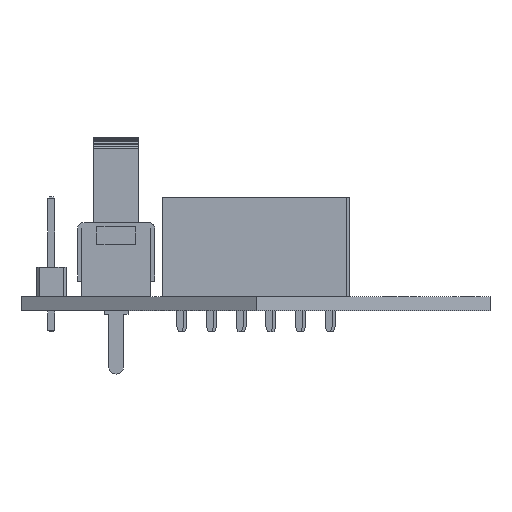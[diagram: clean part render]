
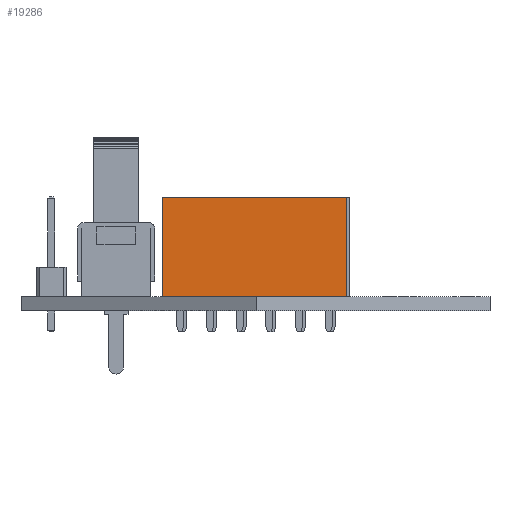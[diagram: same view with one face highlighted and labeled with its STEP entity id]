
A CAD part, front view. The second image highlights one B-rep face of the part: STEP entity #19286.
In plain terms, the highlighted face is planar.
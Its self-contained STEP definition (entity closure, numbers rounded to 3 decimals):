
#16605 = VERTEX_POINT('',#16606);
#16606 = CARTESIAN_POINT('',(-7.87,0.,-2.5));
#16612 = EDGE_CURVE('',#16605,#16613,#16615,.T.);
#16613 = VERTEX_POINT('',#16614);
#16614 = CARTESIAN_POINT('',(-7.87,8.5,-2.5));
#16615 = LINE('',#16616,#16617);
#16616 = CARTESIAN_POINT('',(-7.87,0.,-2.5));
#16617 = VECTOR('',#16618,1.);
#16618 = DIRECTION('',(0.,1.,0.));
#18783 = VERTEX_POINT('',#18784);
#18784 = CARTESIAN_POINT('',(7.87,8.5,-2.5));
#18790 = EDGE_CURVE('',#18791,#18783,#18793,.T.);
#18791 = VERTEX_POINT('',#18792);
#18792 = CARTESIAN_POINT('',(7.87,0.,-2.5));
#18793 = LINE('',#18794,#18795);
#18794 = CARTESIAN_POINT('',(7.87,0.,-2.5));
#18795 = VECTOR('',#18796,1.);
#18796 = DIRECTION('',(0.,1.,0.));
#18833 = EDGE_CURVE('',#16605,#18791,#18834,.T.);
#18834 = LINE('',#18835,#18836);
#18835 = CARTESIAN_POINT('',(-7.87,0.,-2.5));
#18836 = VECTOR('',#18837,1.);
#18837 = DIRECTION('',(1.,0.,0.));
#18866 = EDGE_CURVE('',#16613,#18783,#18867,.T.);
#18867 = LINE('',#18868,#18869);
#18868 = CARTESIAN_POINT('',(-7.87,8.5,-2.5));
#18869 = VECTOR('',#18870,1.);
#18870 = DIRECTION('',(1.,0.,0.));
#19286 = ADVANCED_FACE('',(#19287),#19293,.T.);
#19287 = FACE_BOUND('',#19288,.F.);
#19288 = EDGE_LOOP('',(#19289,#19290,#19291,#19292));
#19289 = ORIENTED_EDGE('',*,*,#16612,.F.);
#19290 = ORIENTED_EDGE('',*,*,#18833,.T.);
#19291 = ORIENTED_EDGE('',*,*,#18790,.T.);
#19292 = ORIENTED_EDGE('',*,*,#18866,.F.);
#19293 = PLANE('',#19294);
#19294 = AXIS2_PLACEMENT_3D('',#19295,#19296,#19297);
#19295 = CARTESIAN_POINT('',(-7.87,0.,-2.5));
#19296 = DIRECTION('',(0.,0.,-1.));
#19297 = DIRECTION('',(0.,1.,0.));
